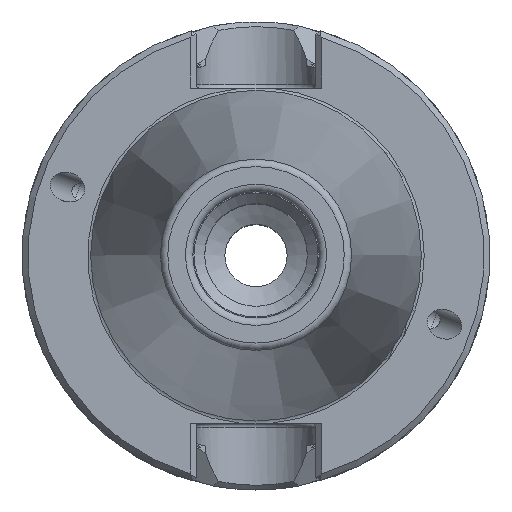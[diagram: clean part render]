
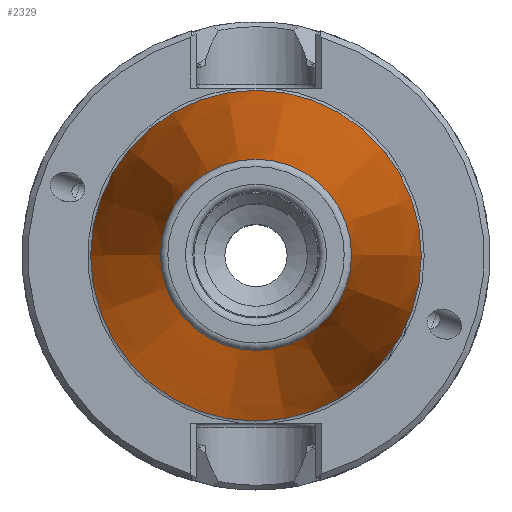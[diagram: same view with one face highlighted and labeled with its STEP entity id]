
A CAD part, top view. The second image highlights one B-rep face of the part: STEP entity #2329.
In plain terms, the highlighted conical face has half-angle 8.297 degrees and reference radius 12.871 mm.
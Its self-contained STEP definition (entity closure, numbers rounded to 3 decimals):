
#196=CONICAL_SURFACE('',#2478,12.871,0.145);
#279=CIRCLE('',#2473,12.871);
#282=CIRCLE('',#2479,22.268);
#386=ORIENTED_EDGE('',*,*,#786,.T.);
#387=ORIENTED_EDGE('',*,*,#782,.F.);
#782=EDGE_CURVE('',#995,#995,#279,.T.);
#786=EDGE_CURVE('',#1000,#1000,#282,.T.);
#995=VERTEX_POINT('',#3206);
#1000=VERTEX_POINT('',#3232);
#1237=EDGE_LOOP('',(#386));
#1238=EDGE_LOOP('',(#387));
#1404=FACE_BOUND('',#1237,.T.);
#1405=FACE_BOUND('',#1238,.T.);
#2329=ADVANCED_FACE('',(#1404,#1405),#196,.T.);
#2473=AXIS2_PLACEMENT_3D('',#3205,#2738,#2739);
#2478=AXIS2_PLACEMENT_3D('',#3230,#2748,#2749);
#2479=AXIS2_PLACEMENT_3D('',#3231,#2750,#2751);
#2738=DIRECTION('',(0.,0.,1.));
#2739=DIRECTION('',(1.,0.,0.));
#2748=DIRECTION('',(0.,0.,-1.));
#2749=DIRECTION('',(-1.,0.,0.));
#2750=DIRECTION('',(0.,0.,1.));
#2751=DIRECTION('',(1.,0.,0.));
#3205=CARTESIAN_POINT('',(0.,0.,64.544));
#3206=CARTESIAN_POINT('',(12.871,0.,64.544));
#3230=CARTESIAN_POINT('',(0.,0.,64.544));
#3231=CARTESIAN_POINT('',(0.,0.,0.106));
#3232=CARTESIAN_POINT('',(22.268,0.,0.106));
